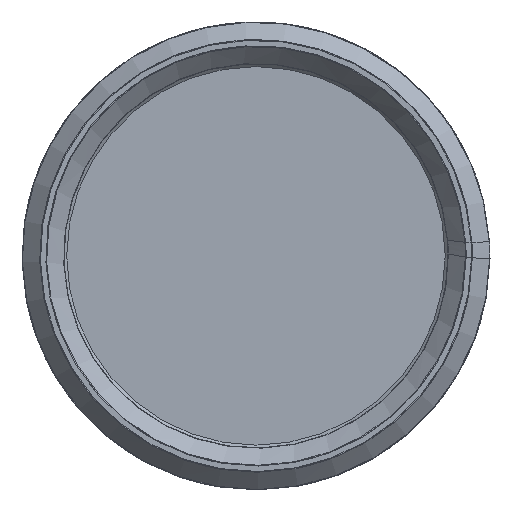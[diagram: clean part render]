
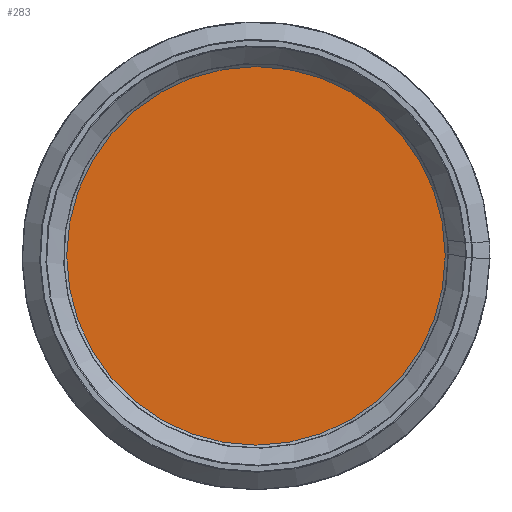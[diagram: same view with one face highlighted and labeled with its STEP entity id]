
A CAD part, left-side view. The second image highlights one B-rep face of the part: STEP entity #283.
In plain terms, the highlighted planar face has unit normal (-1, 0, 0).
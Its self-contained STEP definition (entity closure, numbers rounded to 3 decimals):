
#283=ADVANCED_FACE('',(#324),#290,.F.);
#290=PLANE('',#847);
#324=FACE_OUTER_BOUND('',#386,.T.);
#386=EDGE_LOOP('',(#607));
#449=CIRCLE('',#846,69.98);
#607=ORIENTED_EDGE('',*,*,#733,.T.);
#654=VERTEX_POINT('',#1666);
#733=EDGE_CURVE('',#654,#654,#449,.T.);
#846=AXIS2_PLACEMENT_3D('',#1665,#1025,#1026);
#847=AXIS2_PLACEMENT_3D('',#1695,#1027,#1028);
#1025=DIRECTION('',(-1.,0.,0.));
#1026=DIRECTION('',(0.,-1.,0.));
#1027=DIRECTION('',(1.,0.,0.));
#1028=DIRECTION('',(0.,1.,0.));
#1665=CARTESIAN_POINT('',(10.,0.,0.));
#1666=CARTESIAN_POINT('',(10.,-69.98,0.));
#1695=CARTESIAN_POINT('',(10.,50.5,0.));
